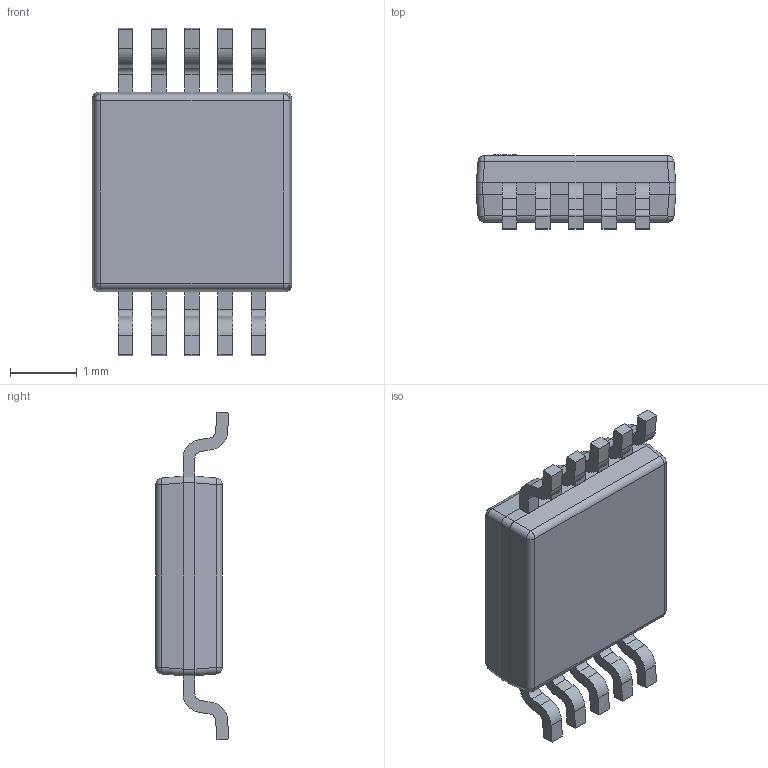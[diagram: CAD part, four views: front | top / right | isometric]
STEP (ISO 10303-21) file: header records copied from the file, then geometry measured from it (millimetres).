
FILE_DESCRIPTION(/* description */ (''),/* implementation_level */ '2;1');
FILE_NAME(/* name */ 'DGS0010A.step',/* time_stamp */ '2025-08-28T20:07:44+02:00',/* author */ (''),/* organization */ (''),/* preprocessor_version */ 'ST-DEVELOPER v20.1',/* originating_system */ 'Autodesk Translation Framework v14.10.0.0',/* authorisation */ '');
FILE_SCHEMA (('AUTOMOTIVE_DESIGN { 1 0 10303 214 3 1 1 }'));
Length unit declared in the file: millimetre
Products named in the file (3): DGS0010A_ASM; LEAD-SO; BODY-SO
Assembly tree (11 placements, depth 2):
  DGS0010A_ASM
    LEAD-SO  x10
    BODY-SO
Bounding box: 3 x 1.11 x 4.93 mm (x, y, z)
Volume: 9.3 mm3; surface area: 39.3 mm2
Topology: 12 solids, 12 shells, 193 faces, 468 edges, 298 vertices
Faces by surface type: plane 124, cylinder 61, sphere 8
Full cylindrical faces by diameter (mm): 0.35 x1
Entity records: 1946 total; most frequent: DIRECTION 355, CARTESIAN_POINT 306, ORIENTED_EDGE 286, EDGE_CURVE 143, AXIS2_PLACEMENT_3D 131, LINE 93, VECTOR 93, VERTEX_POINT 82
